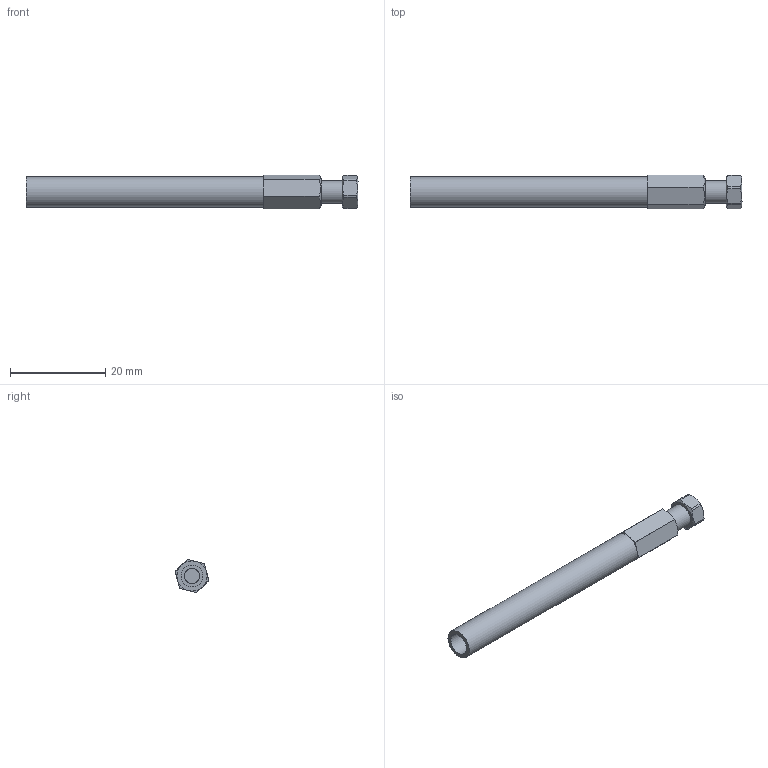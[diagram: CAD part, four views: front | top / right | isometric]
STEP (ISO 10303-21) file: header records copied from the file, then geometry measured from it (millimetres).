
FILE_DESCRIPTION((''),'2;1');
FILE_NAME('312736-PCL415 Precolumn insert.stp','2013-08-22T12:35:25',('Franzp'),(''),'Autodesk Inventor 2013','Autodesk Inventor 2013','');
FILE_SCHEMA(('AUTOMOTIVE_DESIGN { 1 0 10303 214 1 1 1 1 }'));
Length unit declared in the file: millimetre
Products named in the file (1): 312736_Shrinkwrap_1
Bounding box: 69.88 x 7.09 x 7.07 mm (x, y, z)
Surface area: 2307.3 mm2 (no closed solid volume)
Topology: 0 solids, 6 shells, 34 faces, 102 edges, 70 vertices
Faces by surface type: plane 20, cylinder 10, cone 4
Full cylindrical faces by diameter (mm): 1.727 x1, 4.6 x1, 4.826 x1, 6.35 x1
Entity records: 1156 total; most frequent: CARTESIAN_POINT 227, DIRECTION 184, ORIENTED_EDGE 146, EDGE_CURVE 90, AXIS2_PLACEMENT_3D 77, VERTEX_POINT 66, EDGE_LOOP 48, CIRCLE 42
